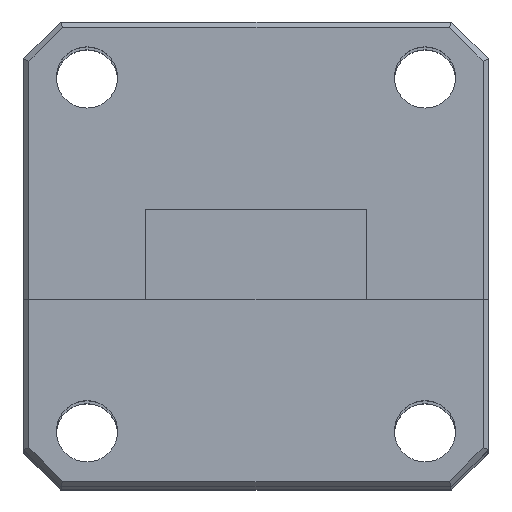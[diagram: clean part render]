
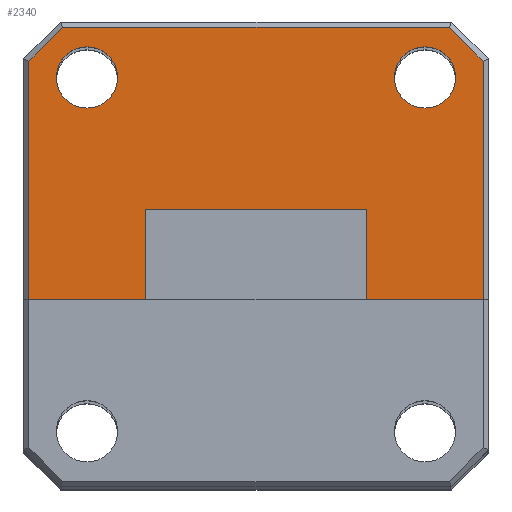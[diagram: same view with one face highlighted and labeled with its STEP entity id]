
A CAD part, top view. The second image highlights one B-rep face of the part: STEP entity #2340.
In plain terms, the highlighted planar face has unit normal (0, 0, 1).
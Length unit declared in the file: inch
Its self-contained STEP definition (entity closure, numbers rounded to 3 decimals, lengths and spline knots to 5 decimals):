
#14 = ORIENTED_EDGE ( 'NONE', *, *, #176, .T. ) ;
#111 = FACE_BOUND ( 'NONE', #11699, .T. ) ;
#146 = CARTESIAN_POINT ( 'NONE',  ( -0.21, 0.17, 1.75 ) ) ;
#176 = EDGE_CURVE ( 'NONE', #10474, #1459, #10050, .T. ) ;
#225 = EDGE_CURVE ( 'NONE', #10737, #10421, #3343, .T. ) ;
#529 = ORIENTED_EDGE ( 'NONE', *, *, #1502, .F. ) ;
#760 = CARTESIAN_POINT ( 'NONE',  ( 0.36586, 0.515, 1.75 ) ) ;
#793 = DIRECTION ( 'NONE',  ( 0., 0., 1. ) ) ;
#897 = AXIS2_PLACEMENT_3D ( 'NONE', #11222, #793, #14767 ) ;
#951 = DIRECTION ( 'NONE',  ( 0., -1., 0. ) ) ;
#1141 = VERTEX_POINT ( 'NONE', #3126 ) ;
#1288 = ORIENTED_EDGE ( 'NONE', *, *, #12409, .T. ) ;
#1299 = VERTEX_POINT ( 'NONE', #12266 ) ;
#1357 = CARTESIAN_POINT ( 'NONE',  ( -0.21, 0., 1.75 ) ) ;
#1358 = ORIENTED_EDGE ( 'NONE', *, *, #2609, .F. ) ;
#1400 = CARTESIAN_POINT ( 'NONE',  ( 0.32, 0.42, 1.75 ) ) ;
#1459 = VERTEX_POINT ( 'NONE', #7263 ) ;
#1502 = EDGE_CURVE ( 'NONE', #10421, #3286, #4861, .T. ) ;
#1558 = AXIS2_PLACEMENT_3D ( 'NONE', #7860, #6737, #8694 ) ;
#1617 = DIRECTION ( 'NONE',  ( 0., 0., 1. ) ) ;
#2222 = ORIENTED_EDGE ( 'NONE', *, *, #9803, .T. ) ;
#2249 = DIRECTION ( 'NONE',  ( 0., 0., -1. ) ) ;
#2340 = ADVANCED_FACE ( 'NONE', ( #2482, #111, #2550 ), #3467, .F. ) ;
#2387 = VERTEX_POINT ( 'NONE', #14933 ) ;
#2402 = CARTESIAN_POINT ( 'NONE',  ( 0., 0., 1.75 ) ) ;
#2476 = DIRECTION ( 'NONE',  ( -0.707, -0.707, 0. ) ) ;
#2482 = FACE_OUTER_BOUND ( 'NONE', #8403, .T. ) ;
#2550 = FACE_BOUND ( 'NONE', #14799, .T. ) ;
#2609 = EDGE_CURVE ( 'NONE', #9065, #10956, #9346, .T. ) ;
#2695 = LINE ( 'NONE', #12894, #14915 ) ;
#2777 = DIRECTION ( 'NONE',  ( 0., 0., 1. ) ) ;
#2865 = VERTEX_POINT ( 'NONE', #5029 ) ;
#3101 = CIRCLE ( 'NONE', #10573, 0.058 ) ;
#3123 = DIRECTION ( 'NONE',  ( -1., 0., 0. ) ) ;
#3126 = CARTESIAN_POINT ( 'NONE',  ( -0.43, 0.45086, 1.75 ) ) ;
#3148 = VERTEX_POINT ( 'NONE', #4419 ) ;
#3210 = VERTEX_POINT ( 'NONE', #760 ) ;
#3286 = VERTEX_POINT ( 'NONE', #1357 ) ;
#3343 = LINE ( 'NONE', #11428, #7927 ) ;
#3347 = CIRCLE ( 'NONE', #11795, 0.058 ) ;
#3467 = PLANE ( 'NONE',  #8279 ) ;
#3517 = EDGE_CURVE ( 'NONE', #2865, #3286, #5436, .T. ) ;
#3795 = EDGE_CURVE ( 'NONE', #2387, #3148, #3101, .T. ) ;
#3827 = VECTOR ( 'NONE', #951, 39.37008 ) ;
#3865 = EDGE_CURVE ( 'NONE', #10737, #10474, #14703, .T. ) ;
#4419 = CARTESIAN_POINT ( 'NONE',  ( 0.262, 0.42, 1.75 ) ) ;
#4861 = LINE ( 'NONE', #146, #7728 ) ;
#4923 = CARTESIAN_POINT ( 'NONE',  ( -0.21, 0.17, 1.75 ) ) ;
#4928 = EDGE_CURVE ( 'NONE', #3210, #12995, #11309, .T. ) ;
#4959 = DIRECTION ( 'NONE',  ( -0.707, 0.707, 0. ) ) ;
#5029 = CARTESIAN_POINT ( 'NONE',  ( -0.43, 0., 1.75 ) ) ;
#5287 = EDGE_CURVE ( 'NONE', #1299, #3210, #2695, .T. ) ;
#5306 = EDGE_CURVE ( 'NONE', #3148, #2387, #3347, .T. ) ;
#5339 = ORIENTED_EDGE ( 'NONE', *, *, #5306, .F. ) ;
#5436 = LINE ( 'NONE', #8979, #8976 ) ;
#5545 = DIRECTION ( 'NONE',  ( 1., 0., 0. ) ) ;
#5554 = ORIENTED_EDGE ( 'NONE', *, *, #4928, .T. ) ;
#5627 = ORIENTED_EDGE ( 'NONE', *, *, #11316, .F. ) ;
#5765 = VECTOR ( 'NONE', #13329, 39.37008 ) ;
#5885 = CARTESIAN_POINT ( 'NONE',  ( 0.21, 0., 1.75 ) ) ;
#6056 = CARTESIAN_POINT ( 'NONE',  ( -0.43, 0., 1.75 ) ) ;
#6237 = DIRECTION ( 'NONE',  ( 1., 0., 0. ) ) ;
#6476 = CARTESIAN_POINT ( 'NONE',  ( -0.37, 0.515, 1.75 ) ) ;
#6737 = DIRECTION ( 'NONE',  ( 0., 0., 1. ) ) ;
#7013 = DIRECTION ( 'NONE',  ( -1., 0., 0. ) ) ;
#7263 = CARTESIAN_POINT ( 'NONE',  ( 0.43, 0., 1.75 ) ) ;
#7600 = DIRECTION ( 'NONE',  ( 0., -1., 0. ) ) ;
#7728 = VECTOR ( 'NONE', #11659, 39.37008 ) ;
#7860 = CARTESIAN_POINT ( 'NONE',  ( -0.32, 0.42, 1.75 ) ) ;
#7927 = VECTOR ( 'NONE', #3123, 39.37008 ) ;
#8215 = CARTESIAN_POINT ( 'NONE',  ( -0.262, 0.42, 1.75 ) ) ;
#8279 = AXIS2_PLACEMENT_3D ( 'NONE', #2402, #2249, #7013 ) ;
#8403 = EDGE_LOOP ( 'NONE', ( #1288, #9878, #9226, #529, #14484, #10011, #14, #2222, #10385, #5554 ) ) ;
#8694 = DIRECTION ( 'NONE',  ( 1., 0., 0. ) ) ;
#8798 = CARTESIAN_POINT ( 'NONE',  ( 0.21, 0.17, 1.75 ) ) ;
#8830 = VECTOR ( 'NONE', #2476, 39.37008 ) ;
#8853 = LINE ( 'NONE', #9987, #5765 ) ;
#8976 = VECTOR ( 'NONE', #13585, 39.37008 ) ;
#8979 = CARTESIAN_POINT ( 'NONE',  ( -0.44, 0., 1.75 ) ) ;
#9065 = VERTEX_POINT ( 'NONE', #14505 ) ;
#9226 = ORIENTED_EDGE ( 'NONE', *, *, #3517, .T. ) ;
#9339 = EDGE_CURVE ( 'NONE', #1141, #2865, #14117, .T. ) ;
#9346 = CIRCLE ( 'NONE', #897, 0.058 ) ;
#9803 = EDGE_CURVE ( 'NONE', #1459, #1299, #8853, .T. ) ;
#9853 = VECTOR ( 'NONE', #5545, 39.37008 ) ;
#9878 = ORIENTED_EDGE ( 'NONE', *, *, #9339, .T. ) ;
#9987 = CARTESIAN_POINT ( 'NONE',  ( 0.43, 0., 1.75 ) ) ;
#10011 = ORIENTED_EDGE ( 'NONE', *, *, #3865, .T. ) ;
#10050 = LINE ( 'NONE', #12633, #9853 ) ;
#10385 = ORIENTED_EDGE ( 'NONE', *, *, #5287, .T. ) ;
#10421 = VERTEX_POINT ( 'NONE', #4923 ) ;
#10474 = VERTEX_POINT ( 'NONE', #5885 ) ;
#10540 = LINE ( 'NONE', #12896, #8830 ) ;
#10573 = AXIS2_PLACEMENT_3D ( 'NONE', #12905, #2777, #10630 ) ;
#10630 = DIRECTION ( 'NONE',  ( 1., 0., 0. ) ) ;
#10737 = VERTEX_POINT ( 'NONE', #11551 ) ;
#10823 = CARTESIAN_POINT ( 'NONE',  ( -0.36586, 0.515, 1.75 ) ) ;
#10956 = VERTEX_POINT ( 'NONE', #8215 ) ;
#11084 = DIRECTION ( 'NONE',  ( -1., 0., 0. ) ) ;
#11222 = CARTESIAN_POINT ( 'NONE',  ( -0.32, 0.42, 1.75 ) ) ;
#11309 = LINE ( 'NONE', #6476, #13228 ) ;
#11316 = EDGE_CURVE ( 'NONE', #10956, #9065, #14581, .T. ) ;
#11428 = CARTESIAN_POINT ( 'NONE',  ( -0.21, 0.17, 1.75 ) ) ;
#11551 = CARTESIAN_POINT ( 'NONE',  ( 0.21, 0.17, 1.75 ) ) ;
#11659 = DIRECTION ( 'NONE',  ( 0., -1., 0. ) ) ;
#11699 = EDGE_LOOP ( 'NONE', ( #12366, #5339 ) ) ;
#11795 = AXIS2_PLACEMENT_3D ( 'NONE', #1400, #1617, #6237 ) ;
#12030 = VECTOR ( 'NONE', #7600, 39.37008 ) ;
#12266 = CARTESIAN_POINT ( 'NONE',  ( 0.43, 0.45086, 1.75 ) ) ;
#12366 = ORIENTED_EDGE ( 'NONE', *, *, #3795, .F. ) ;
#12409 = EDGE_CURVE ( 'NONE', #12995, #1141, #10540, .T. ) ;
#12633 = CARTESIAN_POINT ( 'NONE',  ( -0.44, 0., 1.75 ) ) ;
#12894 = CARTESIAN_POINT ( 'NONE',  ( 0.36293, 0.51793, 1.75 ) ) ;
#12896 = CARTESIAN_POINT ( 'NONE',  ( -0.43293, 0.44793, 1.75 ) ) ;
#12905 = CARTESIAN_POINT ( 'NONE',  ( 0.32, 0.42, 1.75 ) ) ;
#12995 = VERTEX_POINT ( 'NONE', #10823 ) ;
#13228 = VECTOR ( 'NONE', #11084, 39.37008 ) ;
#13329 = DIRECTION ( 'NONE',  ( 0., 1., 0. ) ) ;
#13585 = DIRECTION ( 'NONE',  ( 1., 0., 0. ) ) ;
#14117 = LINE ( 'NONE', #6056, #3827 ) ;
#14484 = ORIENTED_EDGE ( 'NONE', *, *, #225, .F. ) ;
#14505 = CARTESIAN_POINT ( 'NONE',  ( -0.378, 0.42, 1.75 ) ) ;
#14581 = CIRCLE ( 'NONE', #1558, 0.058 ) ;
#14703 = LINE ( 'NONE', #8798, #12030 ) ;
#14767 = DIRECTION ( 'NONE',  ( 1., 0., 0. ) ) ;
#14799 = EDGE_LOOP ( 'NONE', ( #5627, #1358 ) ) ;
#14915 = VECTOR ( 'NONE', #4959, 39.37008 ) ;
#14933 = CARTESIAN_POINT ( 'NONE',  ( 0.378, 0.42, 1.75 ) ) ;
